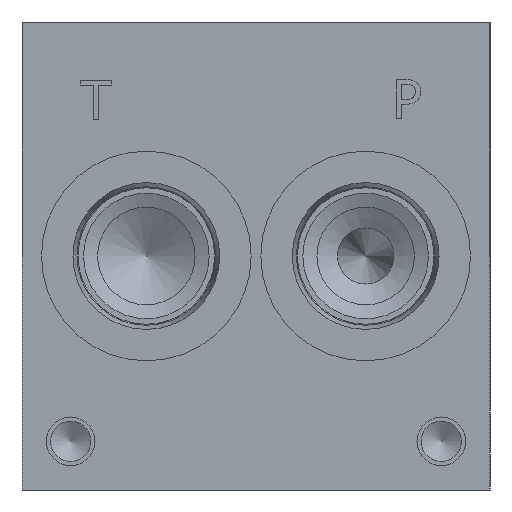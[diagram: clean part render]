
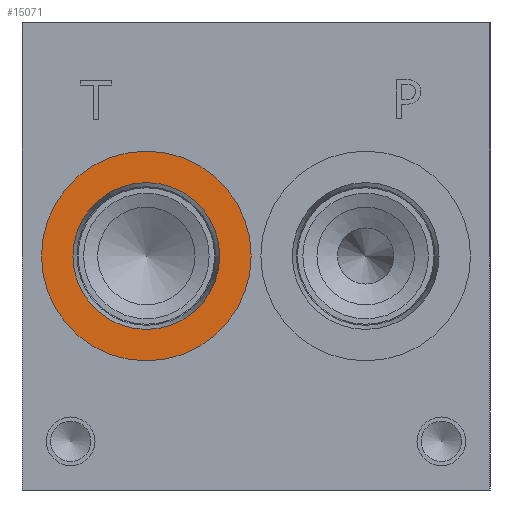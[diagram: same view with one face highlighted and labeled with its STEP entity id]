
A CAD part, left-side view. The second image highlights one B-rep face of the part: STEP entity #15071.
In plain terms, the highlighted planar face has unit normal (-1, 0, 0).
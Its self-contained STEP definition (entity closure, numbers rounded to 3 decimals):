
#316=CIRCLE('',#15787,17.069);
#317=CIRCLE('',#15788,17.069);
#318=CIRCLE('',#15790,11.951);
#319=CIRCLE('',#15791,11.951);
#691=FACE_BOUND('',#2830,.T.);
#1960=FACE_OUTER_BOUND('',#2829,.T.);
#2829=EDGE_LOOP('',(#12581,#12582));
#2830=EDGE_LOOP('',(#12583,#12584));
#6826=VERTEX_POINT('',#25609);
#6827=VERTEX_POINT('',#25611);
#6828=VERTEX_POINT('',#25615);
#6829=VERTEX_POINT('',#25616);
#8834=EDGE_CURVE('',#6826,#6827,#316,.T.);
#8835=EDGE_CURVE('',#6827,#6826,#317,.T.);
#8836=EDGE_CURVE('',#6828,#6829,#318,.T.);
#8837=EDGE_CURVE('',#6829,#6828,#319,.T.);
#12581=ORIENTED_EDGE('',*,*,#8835,.F.);
#12582=ORIENTED_EDGE('',*,*,#8834,.F.);
#12583=ORIENTED_EDGE('',*,*,#8836,.T.);
#12584=ORIENTED_EDGE('',*,*,#8837,.T.);
#13891=PLANE('',#15789);
#15071=ADVANCED_FACE('',(#1960,#691),#13891,.F.);
#15787=AXIS2_PLACEMENT_3D('',#25612,#18466,#18467);
#15788=AXIS2_PLACEMENT_3D('',#25613,#18468,#18469);
#15789=AXIS2_PLACEMENT_3D('',#25614,#18470,#18471);
#15790=AXIS2_PLACEMENT_3D('',#25617,#18472,#18473);
#15791=AXIS2_PLACEMENT_3D('',#25618,#18474,#18475);
#18466=DIRECTION('center_axis',(1.,0.,0.));
#18467=DIRECTION('ref_axis',(0.,0.,-1.));
#18468=DIRECTION('center_axis',(1.,0.,0.));
#18469=DIRECTION('ref_axis',(0.,0.,-1.));
#18470=DIRECTION('center_axis',(1.,0.,0.));
#18471=DIRECTION('ref_axis',(0.,0.,-1.));
#18472=DIRECTION('center_axis',(1.,0.,0.));
#18473=DIRECTION('ref_axis',(0.,0.,-1.));
#18474=DIRECTION('center_axis',(1.,0.,0.));
#18475=DIRECTION('ref_axis',(0.,0.,-1.));
#25609=CARTESIAN_POINT('',(0.787,55.956,21.031));
#25611=CARTESIAN_POINT('',(0.787,55.956,55.169));
#25612=CARTESIAN_POINT('Origin',(0.787,55.956,38.1));
#25613=CARTESIAN_POINT('Origin',(0.787,55.956,38.1));
#25614=CARTESIAN_POINT('Origin',(0.787,55.956,50.051));
#25615=CARTESIAN_POINT('',(0.787,55.956,50.051));
#25616=CARTESIAN_POINT('',(0.787,55.956,26.149));
#25617=CARTESIAN_POINT('Origin',(0.787,55.956,38.1));
#25618=CARTESIAN_POINT('Origin',(0.787,55.956,38.1));
